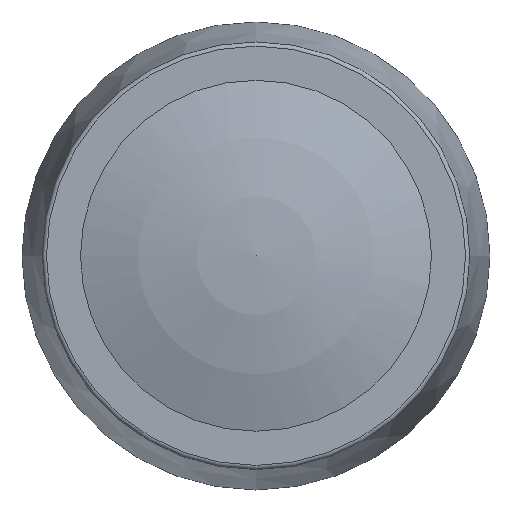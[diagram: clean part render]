
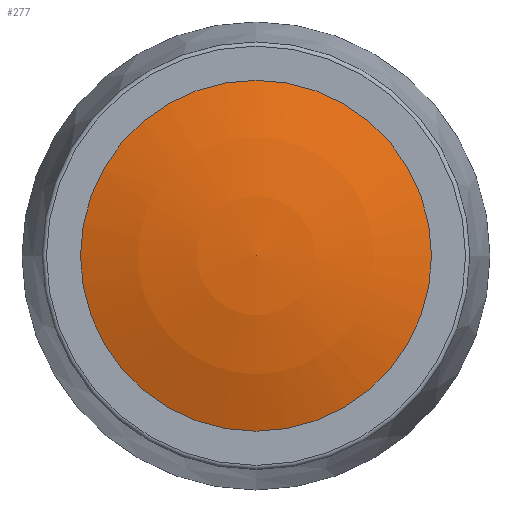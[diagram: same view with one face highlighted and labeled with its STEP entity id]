
A CAD part, top view. The second image highlights one B-rep face of the part: STEP entity #277.
In plain terms, the highlighted spherical face has radius 25 mm.
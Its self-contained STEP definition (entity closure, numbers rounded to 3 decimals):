
#27=SPHERICAL_SURFACE('',#300,25.);
#40=ORIENTED_EDGE('',*,*,#68,.T.);
#68=EDGE_CURVE('',#84,#84,#98,.T.);
#84=VERTEX_POINT('',#407);
#98=CIRCLE('',#301,8.249);
#114=EDGE_LOOP('',(#40));
#145=FACE_BOUND('',#114,.T.);
#277=ADVANCED_FACE('',(#145),#27,.T.);
#300=AXIS2_PLACEMENT_3D('',#405,#336,#337);
#301=AXIS2_PLACEMENT_3D('',#406,#338,#339);
#336=DIRECTION('',(0.,0.,1.));
#337=DIRECTION('',(0.,1.,0.));
#338=DIRECTION('',(0.,0.,1.));
#339=DIRECTION('',(1.,0.,0.));
#405=CARTESIAN_POINT('',(0.,0.,-11.));
#406=CARTESIAN_POINT('',(0.,0.,12.6));
#407=CARTESIAN_POINT('',(8.249,0.,12.6));
